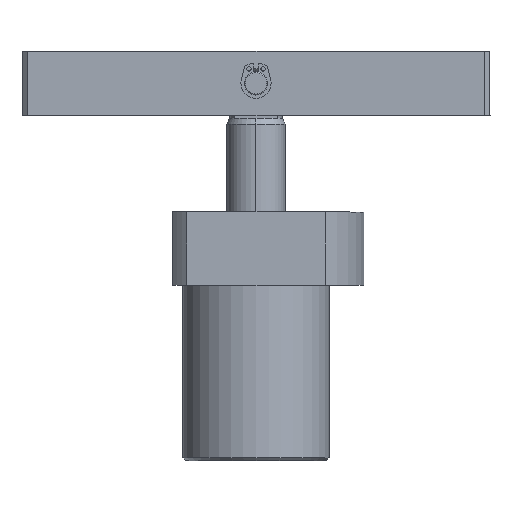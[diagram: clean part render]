
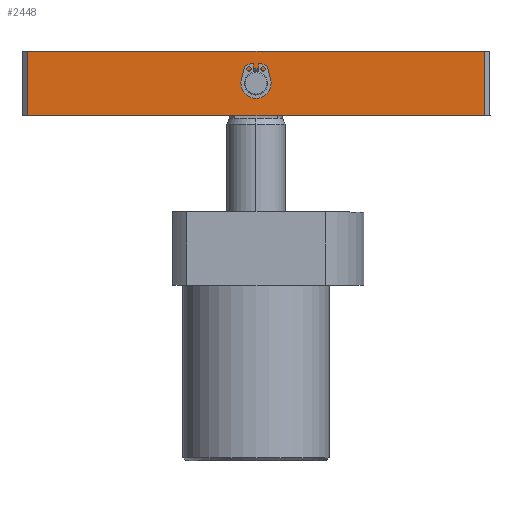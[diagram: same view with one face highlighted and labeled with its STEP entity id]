
A CAD part, top view. The second image highlights one B-rep face of the part: STEP entity #2448.
In plain terms, the highlighted planar face has unit normal (0, 0, 1).
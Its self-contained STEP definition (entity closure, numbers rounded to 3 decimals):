
#171 = DIRECTION ( 'NONE',  ( 1., 0., 0. ) ) ;
#247 = PLANE ( 'NONE',  #1680 ) ;
#449 = VERTEX_POINT ( 'NONE', #4671 ) ;
#506 = EDGE_CURVE ( 'NONE', #3970, #782, #4116, .T. ) ;
#516 = LINE ( 'NONE', #4013, #571 ) ;
#571 = VECTOR ( 'NONE', #1089, 1000. ) ;
#699 = VERTEX_POINT ( 'NONE', #2083 ) ;
#778 = EDGE_CURVE ( 'NONE', #1084, #449, #3034, .T. ) ;
#782 = VERTEX_POINT ( 'NONE', #3073 ) ;
#974 = DIRECTION ( 'NONE',  ( 0., -1., 0. ) ) ;
#1084 = VERTEX_POINT ( 'NONE', #3049 ) ;
#1089 = DIRECTION ( 'NONE',  ( 1., 0., 0. ) ) ;
#1121 = DIRECTION ( 'NONE',  ( 0., 0., 1. ) ) ;
#1137 = DIRECTION ( 'NONE',  ( 0., 0., -1. ) ) ;
#1157 = ORIENTED_EDGE ( 'NONE', *, *, #3619, .T. ) ;
#1254 = AXIS2_PLACEMENT_3D ( 'NONE', #3076, #1137, #1385 ) ;
#1325 = CIRCLE ( 'NONE', #4075, 5. ) ;
#1327 = EDGE_CURVE ( 'NONE', #449, #1084, #1325, .T. ) ;
#1372 = DIRECTION ( 'NONE',  ( 0., 0., -1. ) ) ;
#1385 = DIRECTION ( 'NONE',  ( 0., -1., 0. ) ) ;
#1671 = VERTEX_POINT ( 'NONE', #4622 ) ;
#1680 = AXIS2_PLACEMENT_3D ( 'NONE', #4553, #1121, #171 ) ;
#1707 = CARTESIAN_POINT ( 'NONE',  ( -78., 0., 11. ) ) ;
#1869 = EDGE_CURVE ( 'NONE', #1671, #699, #2162, .T. ) ;
#2007 = CARTESIAN_POINT ( 'NONE',  ( 0., 11., 11. ) ) ;
#2081 = CARTESIAN_POINT ( 'NONE',  ( 78., 0., 11. ) ) ;
#2083 = CARTESIAN_POINT ( 'NONE',  ( -78., 0., 11. ) ) ;
#2162 = LINE ( 'NONE', #1707, #3272 ) ;
#2194 = ORIENTED_EDGE ( 'NONE', *, *, #1327, .T. ) ;
#2303 = LINE ( 'NONE', #3537, #3645 ) ;
#2448 = ADVANCED_FACE ( 'NONE', ( #3563, #4602 ), #247, .T. ) ;
#2558 = CARTESIAN_POINT ( 'NONE',  ( 78., 0., 11. ) ) ;
#2610 = DIRECTION ( 'NONE',  ( 0., 1., 0. ) ) ;
#2614 = ORIENTED_EDGE ( 'NONE', *, *, #778, .T. ) ;
#2621 = ORIENTED_EDGE ( 'NONE', *, *, #506, .T. ) ;
#2713 = DIRECTION ( 'NONE',  ( 0., -1., 0. ) ) ;
#2954 = VECTOR ( 'NONE', #2610, 1000. ) ;
#3034 = CIRCLE ( 'NONE', #1254, 5. ) ;
#3049 = CARTESIAN_POINT ( 'NONE',  ( 0., 16., 11. ) ) ;
#3073 = CARTESIAN_POINT ( 'NONE',  ( 78., 22., 11. ) ) ;
#3076 = CARTESIAN_POINT ( 'NONE',  ( 0., 11., 11. ) ) ;
#3272 = VECTOR ( 'NONE', #2713, 1000. ) ;
#3299 = EDGE_LOOP ( 'NONE', ( #2621, #3821, #3759, #1157 ) ) ;
#3537 = CARTESIAN_POINT ( 'NONE',  ( -78., 22., 11. ) ) ;
#3563 = FACE_OUTER_BOUND ( 'NONE', #3299, .T. ) ;
#3619 = EDGE_CURVE ( 'NONE', #699, #3970, #516, .T. ) ;
#3645 = VECTOR ( 'NONE', #3892, 1000. ) ;
#3759 = ORIENTED_EDGE ( 'NONE', *, *, #1869, .T. ) ;
#3821 = ORIENTED_EDGE ( 'NONE', *, *, #4599, .T. ) ;
#3892 = DIRECTION ( 'NONE',  ( -1., 0., 0. ) ) ;
#3970 = VERTEX_POINT ( 'NONE', #2081 ) ;
#4013 = CARTESIAN_POINT ( 'NONE',  ( -78., 0., 11. ) ) ;
#4075 = AXIS2_PLACEMENT_3D ( 'NONE', #2007, #1372, #974 ) ;
#4116 = LINE ( 'NONE', #2558, #2954 ) ;
#4497 = EDGE_LOOP ( 'NONE', ( #2194, #2614 ) ) ;
#4553 = CARTESIAN_POINT ( 'NONE',  ( -78., 0., 11. ) ) ;
#4599 = EDGE_CURVE ( 'NONE', #782, #1671, #2303, .T. ) ;
#4602 = FACE_BOUND ( 'NONE', #4497, .T. ) ;
#4622 = CARTESIAN_POINT ( 'NONE',  ( -78., 22., 11. ) ) ;
#4671 = CARTESIAN_POINT ( 'NONE',  ( 0., 6., 11. ) ) ;
